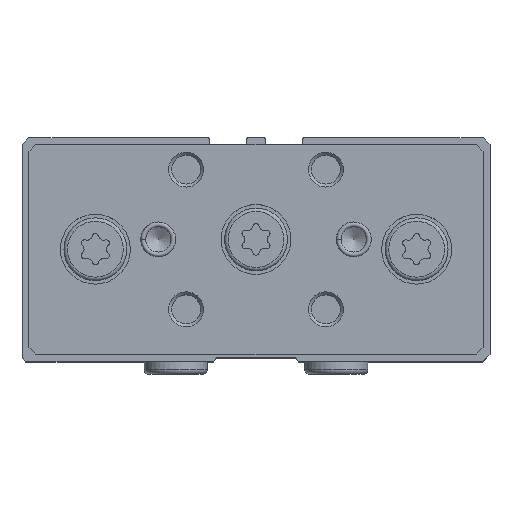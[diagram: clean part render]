
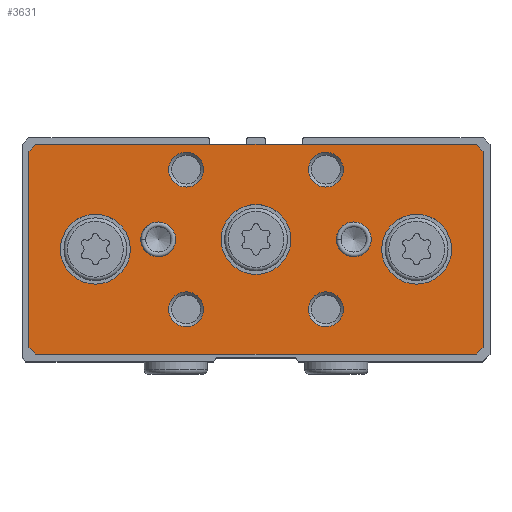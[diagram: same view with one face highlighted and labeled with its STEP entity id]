
A CAD part, top view. The second image highlights one B-rep face of the part: STEP entity #3631.
In plain terms, the highlighted face is planar.
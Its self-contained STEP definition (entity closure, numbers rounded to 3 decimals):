
#340=LINE('',#6047,#546);
#344=LINE('',#6056,#550);
#347=LINE('',#6062,#553);
#350=LINE('',#6068,#556);
#353=LINE('',#6074,#559);
#356=LINE('',#6080,#562);
#359=LINE('',#6086,#565);
#362=LINE('',#6092,#568);
#546=VECTOR('',#4895,1000.);
#550=VECTOR('',#4901,1000.);
#553=VECTOR('',#4906,1000.);
#556=VECTOR('',#4911,1000.);
#559=VECTOR('',#4916,1000.);
#562=VECTOR('',#4921,1000.);
#565=VECTOR('',#4926,1000.);
#568=VECTOR('',#4931,1000.);
#1127=ORIENTED_EDGE('',*,*,#1860,.F.);
#1128=ORIENTED_EDGE('',*,*,#1861,.F.);
#1129=ORIENTED_EDGE('',*,*,#1862,.F.);
#1130=ORIENTED_EDGE('',*,*,#1863,.F.);
#1131=ORIENTED_EDGE('',*,*,#1864,.F.);
#1132=ORIENTED_EDGE('',*,*,#1865,.F.);
#1133=ORIENTED_EDGE('',*,*,#1866,.F.);
#1134=ORIENTED_EDGE('',*,*,#1867,.F.);
#1135=ORIENTED_EDGE('',*,*,#1868,.F.);
#1136=ORIENTED_EDGE('',*,*,#1826,.T.);
#1137=ORIENTED_EDGE('',*,*,#1830,.T.);
#1138=ORIENTED_EDGE('',*,*,#1833,.T.);
#1139=ORIENTED_EDGE('',*,*,#1836,.T.);
#1140=ORIENTED_EDGE('',*,*,#1839,.T.);
#1141=ORIENTED_EDGE('',*,*,#1842,.T.);
#1142=ORIENTED_EDGE('',*,*,#1845,.T.);
#1143=ORIENTED_EDGE('',*,*,#1848,.T.);
#1826=EDGE_CURVE('',#2258,#2259,#340,.T.);
#1830=EDGE_CURVE('',#2259,#2262,#344,.T.);
#1833=EDGE_CURVE('',#2262,#2264,#347,.T.);
#1836=EDGE_CURVE('',#2264,#2266,#350,.T.);
#1839=EDGE_CURVE('',#2266,#2268,#353,.T.);
#1842=EDGE_CURVE('',#2268,#2270,#356,.T.);
#1845=EDGE_CURVE('',#2270,#2272,#359,.T.);
#1848=EDGE_CURVE('',#2272,#2258,#362,.T.);
#1860=EDGE_CURVE('',#2284,#2284,#2566,.T.);
#1861=EDGE_CURVE('',#2285,#2285,#2567,.T.);
#1862=EDGE_CURVE('',#2286,#2286,#2568,.T.);
#1863=EDGE_CURVE('',#2287,#2287,#2569,.T.);
#1864=EDGE_CURVE('',#2288,#2288,#2570,.T.);
#1865=EDGE_CURVE('',#2289,#2289,#2571,.T.);
#1866=EDGE_CURVE('',#2290,#2290,#2572,.T.);
#1867=EDGE_CURVE('',#2291,#2291,#2573,.T.);
#1868=EDGE_CURVE('',#2292,#2292,#2574,.T.);
#2258=VERTEX_POINT('',#6048);
#2259=VERTEX_POINT('',#6049);
#2262=VERTEX_POINT('',#6057);
#2264=VERTEX_POINT('',#6063);
#2266=VERTEX_POINT('',#6069);
#2268=VERTEX_POINT('',#6075);
#2270=VERTEX_POINT('',#6081);
#2272=VERTEX_POINT('',#6087);
#2284=VERTEX_POINT('',#6117);
#2285=VERTEX_POINT('',#6119);
#2286=VERTEX_POINT('',#6121);
#2287=VERTEX_POINT('',#6123);
#2288=VERTEX_POINT('',#6125);
#2289=VERTEX_POINT('',#6127);
#2290=VERTEX_POINT('',#6129);
#2291=VERTEX_POINT('',#6131);
#2292=VERTEX_POINT('',#6133);
#2566=CIRCLE('',#4074,5.);
#2567=CIRCLE('',#4075,5.);
#2568=CIRCLE('',#4076,5.);
#2569=CIRCLE('',#4077,2.5);
#2570=CIRCLE('',#4078,2.5);
#2571=CIRCLE('',#4079,2.5);
#2572=CIRCLE('',#4080,2.5);
#2573=CIRCLE('',#4081,2.5);
#2574=CIRCLE('',#4082,2.5);
#2861=EDGE_LOOP('',(#1127));
#2862=EDGE_LOOP('',(#1128));
#2863=EDGE_LOOP('',(#1129));
#2864=EDGE_LOOP('',(#1130));
#2865=EDGE_LOOP('',(#1131));
#2866=EDGE_LOOP('',(#1132));
#2867=EDGE_LOOP('',(#1133));
#2868=EDGE_LOOP('',(#1134));
#2869=EDGE_LOOP('',(#1135));
#2870=EDGE_LOOP('',(#1136,#1137,#1138,#1139,#1140,#1141,#1142,#1143));
#3236=FACE_BOUND('',#2861,.T.);
#3237=FACE_BOUND('',#2862,.T.);
#3238=FACE_BOUND('',#2863,.T.);
#3239=FACE_BOUND('',#2864,.T.);
#3240=FACE_BOUND('',#2865,.T.);
#3241=FACE_BOUND('',#2866,.T.);
#3242=FACE_BOUND('',#2867,.T.);
#3243=FACE_BOUND('',#2868,.T.);
#3244=FACE_BOUND('',#2869,.T.);
#3245=FACE_BOUND('',#2870,.T.);
#3477=PLANE('',#4073);
#3631=ADVANCED_FACE('',(#3236,#3237,#3238,#3239,#3240,#3241,#3242,#3243,
#3244,#3245),#3477,.T.);
#4073=AXIS2_PLACEMENT_3D('',#6115,#4953,#4954);
#4074=AXIS2_PLACEMENT_3D('',#6116,#4955,#4956);
#4075=AXIS2_PLACEMENT_3D('',#6118,#4957,#4958);
#4076=AXIS2_PLACEMENT_3D('',#6120,#4959,#4960);
#4077=AXIS2_PLACEMENT_3D('',#6122,#4961,#4962);
#4078=AXIS2_PLACEMENT_3D('',#6124,#4963,#4964);
#4079=AXIS2_PLACEMENT_3D('',#6126,#4965,#4966);
#4080=AXIS2_PLACEMENT_3D('',#6128,#4967,#4968);
#4081=AXIS2_PLACEMENT_3D('',#6130,#4969,#4970);
#4082=AXIS2_PLACEMENT_3D('',#6132,#4971,#4972);
#4895=DIRECTION('',(0.,-1.,0.));
#4901=DIRECTION('',(0.,-0.707,-0.707));
#4906=DIRECTION('',(0.,0.,-1.));
#4911=DIRECTION('',(0.,0.707,-0.707));
#4916=DIRECTION('',(0.,1.,0.));
#4921=DIRECTION('',(0.,0.707,0.707));
#4926=DIRECTION('',(0.,0.,1.));
#4931=DIRECTION('',(0.,-0.707,0.707));
#4953=DIRECTION('',(1.,0.,0.));
#4954=DIRECTION('',(0.,0.,-1.));
#4955=DIRECTION('',(1.,0.,0.));
#4956=DIRECTION('',(0.,0.,-1.));
#4957=DIRECTION('',(1.,0.,0.));
#4958=DIRECTION('',(0.,0.,-1.));
#4959=DIRECTION('',(1.,0.,0.));
#4960=DIRECTION('',(0.,0.,-1.));
#4961=DIRECTION('',(1.,0.,0.));
#4962=DIRECTION('',(0.,0.,-1.));
#4963=DIRECTION('',(1.,0.,0.));
#4964=DIRECTION('',(0.,0.,-1.));
#4965=DIRECTION('',(1.,0.,0.));
#4966=DIRECTION('',(0.,0.,-1.));
#4967=DIRECTION('',(1.,0.,0.));
#4968=DIRECTION('',(0.,0.,-1.));
#4969=DIRECTION('',(1.,0.,0.));
#4970=DIRECTION('',(0.,0.,-1.));
#4971=DIRECTION('',(1.,0.,0.));
#4972=DIRECTION('',(0.,0.,-1.));
#6047=CARTESIAN_POINT('',(12.,12.6,32.5));
#6048=CARTESIAN_POINT('',(12.,12.6,32.5));
#6049=CARTESIAN_POINT('',(12.,-15.4,32.5));
#6056=CARTESIAN_POINT('',(12.,-15.4,32.5));
#6057=CARTESIAN_POINT('',(12.,-16.4,31.5));
#6062=CARTESIAN_POINT('',(12.,-16.4,31.5));
#6063=CARTESIAN_POINT('',(12.,-16.4,-31.5));
#6068=CARTESIAN_POINT('',(12.,-16.4,-31.5));
#6069=CARTESIAN_POINT('',(12.,-15.4,-32.5));
#6074=CARTESIAN_POINT('',(12.,-15.4,-32.5));
#6075=CARTESIAN_POINT('',(12.,12.6,-32.5));
#6080=CARTESIAN_POINT('',(12.,12.6,-32.5));
#6081=CARTESIAN_POINT('',(12.,13.6,-31.5));
#6086=CARTESIAN_POINT('',(12.,13.6,-31.5));
#6087=CARTESIAN_POINT('',(12.,13.6,31.5));
#6092=CARTESIAN_POINT('',(12.,13.6,31.5));
#6115=CARTESIAN_POINT('',(12.,0.,0.));
#6116=CARTESIAN_POINT('',(12.,-1.4,23.));
#6117=CARTESIAN_POINT('',(12.,-1.4,18.));
#6118=CARTESIAN_POINT('',(12.,-1.4,-23.));
#6119=CARTESIAN_POINT('',(12.,-1.4,-28.));
#6120=CARTESIAN_POINT('',(12.,0.,0.));
#6121=CARTESIAN_POINT('',(12.,0.,-5.));
#6122=CARTESIAN_POINT('',(12.,0.,14.));
#6123=CARTESIAN_POINT('',(12.,0.,11.5));
#6124=CARTESIAN_POINT('',(12.,0.,-14.));
#6125=CARTESIAN_POINT('',(12.,0.,-16.5));
#6126=CARTESIAN_POINT('',(12.,-10.,10.));
#6127=CARTESIAN_POINT('',(12.,-10.,7.5));
#6128=CARTESIAN_POINT('',(12.,-10.,-10.));
#6129=CARTESIAN_POINT('',(12.,-10.,-12.5));
#6130=CARTESIAN_POINT('',(12.,10.,10.));
#6131=CARTESIAN_POINT('',(12.,10.,7.5));
#6132=CARTESIAN_POINT('',(12.,10.,-10.));
#6133=CARTESIAN_POINT('',(12.,10.,-12.5));
